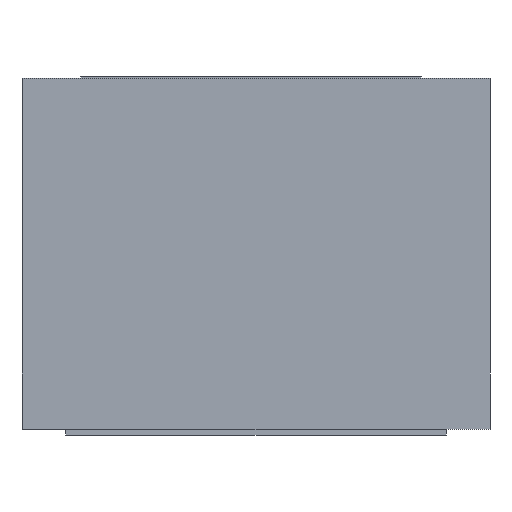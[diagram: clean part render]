
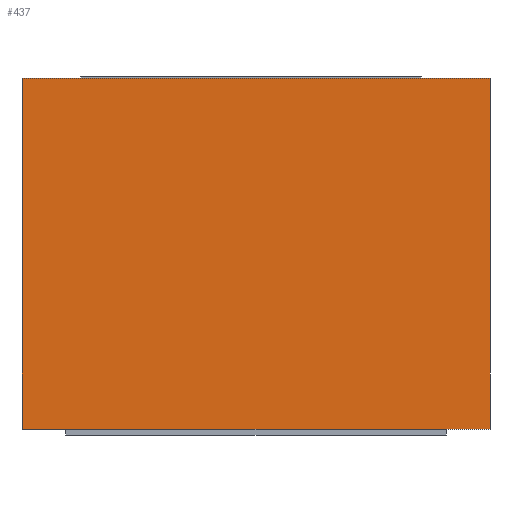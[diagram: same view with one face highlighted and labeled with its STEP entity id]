
A CAD part, left-side view. The second image highlights one B-rep face of the part: STEP entity #437.
In plain terms, the highlighted free-form (B-spline) face has degree [1, 1] with [2, 2] control points.
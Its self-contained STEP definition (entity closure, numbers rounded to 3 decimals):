
#51 = EDGE_CURVE('',#52,#54,#56,.T.);
#52 = VERTEX_POINT('',#53);
#53 = CARTESIAN_POINT('',(-2.126,2.126,
    0.053));
#54 = VERTEX_POINT('',#55);
#55 = CARTESIAN_POINT('',(-2.126,-2.126,
    0.053));
#56 = B_SPLINE_CURVE_WITH_KNOTS('',1,(#57,#58),.UNSPECIFIED.,.F.,.F.,(2,
    2),(-4.,0.),.PIECEWISE_BEZIER_KNOTS.);
#57 = CARTESIAN_POINT('',(-2.126,2.126,
    0.053));
#58 = CARTESIAN_POINT('',(-2.126,-2.126,
    0.053));
#375 = EDGE_CURVE('',#376,#378,#380,.T.);
#376 = VERTEX_POINT('',#377);
#377 = CARTESIAN_POINT('',(-2.126,2.126,3.242
    ));
#378 = VERTEX_POINT('',#379);
#379 = CARTESIAN_POINT('',(-2.126,-2.126,
    3.242));
#380 = B_SPLINE_CURVE_WITH_KNOTS('',1,(#381,#382),.UNSPECIFIED.,.F.,.F.,
  (2,2),(-4.,0.),.PIECEWISE_BEZIER_KNOTS.);
#381 = CARTESIAN_POINT('',(-2.126,2.126,3.242
    ));
#382 = CARTESIAN_POINT('',(-2.126,-2.126,
    3.242));
#437 = ADVANCED_FACE('',(#438),#452,.F.);
#438 = FACE_BOUND('',#439,.T.);
#439 = EDGE_LOOP('',(#440,#441,#446,#447));
#440 = ORIENTED_EDGE('',*,*,#51,.T.);
#441 = ORIENTED_EDGE('',*,*,#442,.F.);
#442 = EDGE_CURVE('',#378,#54,#443,.T.);
#443 = B_SPLINE_CURVE_WITH_KNOTS('',1,(#444,#445),.UNSPECIFIED.,.F.,.F.,
  (2,2),(0.,3.),.PIECEWISE_BEZIER_KNOTS.);
#444 = CARTESIAN_POINT('',(-2.126,-2.126,
    3.242));
#445 = CARTESIAN_POINT('',(-2.126,-2.126,
    0.053));
#446 = ORIENTED_EDGE('',*,*,#375,.F.);
#447 = ORIENTED_EDGE('',*,*,#448,.T.);
#448 = EDGE_CURVE('',#376,#52,#449,.T.);
#449 = B_SPLINE_CURVE_WITH_KNOTS('',1,(#450,#451),.UNSPECIFIED.,.F.,.F.,
  (2,2),(0.,3.),.PIECEWISE_BEZIER_KNOTS.);
#450 = CARTESIAN_POINT('',(-2.126,2.126,3.242
    ));
#451 = CARTESIAN_POINT('',(-2.126,2.126,
    0.053));
#452 = B_SPLINE_SURFACE_WITH_KNOTS('',1,1,(
    (#453,#454)
    ,(#455,#456
  )),.UNSPECIFIED.,.F.,.F.,.F.,(2,2),(2,2),(0.,4.),(-3.,0.),
  .PIECEWISE_BEZIER_KNOTS.);
#453 = CARTESIAN_POINT('',(-2.126,-2.126,
    0.053));
#454 = CARTESIAN_POINT('',(-2.126,-2.126,
    3.242));
#455 = CARTESIAN_POINT('',(-2.126,2.126,
    0.053));
#456 = CARTESIAN_POINT('',(-2.126,2.126,3.242
    ));
